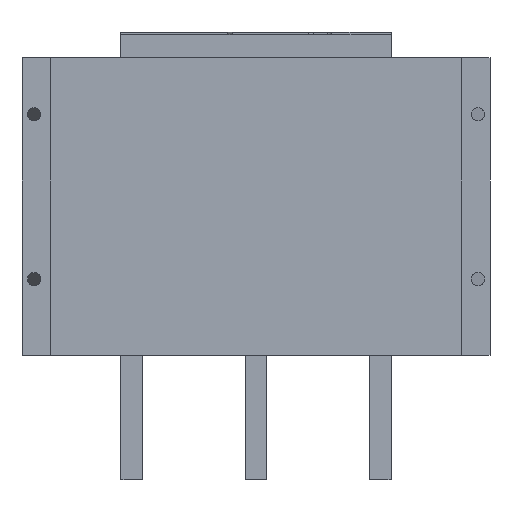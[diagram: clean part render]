
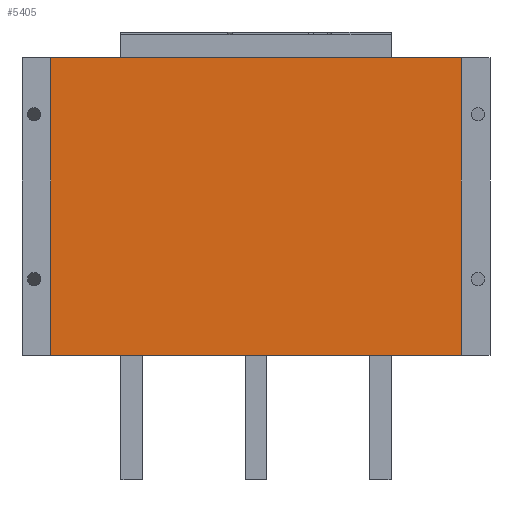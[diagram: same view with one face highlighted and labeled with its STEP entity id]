
A CAD part, front view. The second image highlights one B-rep face of the part: STEP entity #5405.
In plain terms, the highlighted planar face has unit normal (0, -1, 0).
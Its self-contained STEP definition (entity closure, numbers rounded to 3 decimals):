
#187 = LINE ( 'NONE', #12528, #428 ) ;
#428 = VECTOR ( 'NONE', #11046, 1000. ) ;
#684 = VECTOR ( 'NONE', #7819, 1000. ) ;
#1533 = CARTESIAN_POINT ( 'NONE',  ( 187., 0., -271. ) ) ;
#3255 = ORIENTED_EDGE ( 'NONE', *, *, #17275, .F. ) ;
#3304 = ORIENTED_EDGE ( 'NONE', *, *, #3474, .F. ) ;
#3474 = EDGE_CURVE ( 'NONE', #13164, #12730, #187, .T. ) ;
#4629 = EDGE_CURVE ( 'NONE', #13164, #14242, #18746, .T. ) ;
#5405 = ADVANCED_FACE ( 'NONE', ( #13479 ), #14867, .T. ) ;
#5949 = LINE ( 'NONE', #16887, #684 ) ;
#6195 = CARTESIAN_POINT ( 'NONE',  ( -187., 0., 0. ) ) ;
#6858 = AXIS2_PLACEMENT_3D ( 'NONE', #1533, #10620, #10336 ) ;
#6940 = ORIENTED_EDGE ( 'NONE', *, *, #4629, .T. ) ;
#7819 = DIRECTION ( 'NONE',  ( 0., 0., 1. ) ) ;
#8357 = CARTESIAN_POINT ( 'NONE',  ( 187., 0., -271. ) ) ;
#8767 = CARTESIAN_POINT ( 'NONE',  ( 187., 0., 0. ) ) ;
#9389 = DIRECTION ( 'NONE',  ( 1., 0., 0. ) ) ;
#9667 = VECTOR ( 'NONE', #18903, 1000. ) ;
#10336 = DIRECTION ( 'NONE',  ( 1., 0., 0. ) ) ;
#10620 = DIRECTION ( 'NONE',  ( 0., -1., 0. ) ) ;
#10859 = CARTESIAN_POINT ( 'NONE',  ( 187., 0., -271. ) ) ;
#10975 = EDGE_LOOP ( 'NONE', ( #3255, #3304, #6940, #16651 ) ) ;
#11046 = DIRECTION ( 'NONE',  ( 0., 0., 1. ) ) ;
#11065 = VERTEX_POINT ( 'NONE', #8767 ) ;
#11946 = EDGE_CURVE ( 'NONE', #14242, #11065, #5949, .T. ) ;
#12528 = CARTESIAN_POINT ( 'NONE',  ( -187., 0., -271. ) ) ;
#12730 = VERTEX_POINT ( 'NONE', #6195 ) ;
#13164 = VERTEX_POINT ( 'NONE', #18368 ) ;
#13479 = FACE_OUTER_BOUND ( 'NONE', #10975, .T. ) ;
#14242 = VERTEX_POINT ( 'NONE', #8357 ) ;
#14266 = CARTESIAN_POINT ( 'NONE',  ( 187., 0., 0. ) ) ;
#14867 = PLANE ( 'NONE',  #6858 ) ;
#16048 = LINE ( 'NONE', #14266, #9667 ) ;
#16651 = ORIENTED_EDGE ( 'NONE', *, *, #11946, .T. ) ;
#16887 = CARTESIAN_POINT ( 'NONE',  ( 187., 0., -271. ) ) ;
#17275 = EDGE_CURVE ( 'NONE', #12730, #11065, #16048, .T. ) ;
#17804 = VECTOR ( 'NONE', #9389, 1000. ) ;
#18368 = CARTESIAN_POINT ( 'NONE',  ( -187., 0., -271. ) ) ;
#18746 = LINE ( 'NONE', #10859, #17804 ) ;
#18903 = DIRECTION ( 'NONE',  ( 1., 0., 0. ) ) ;
